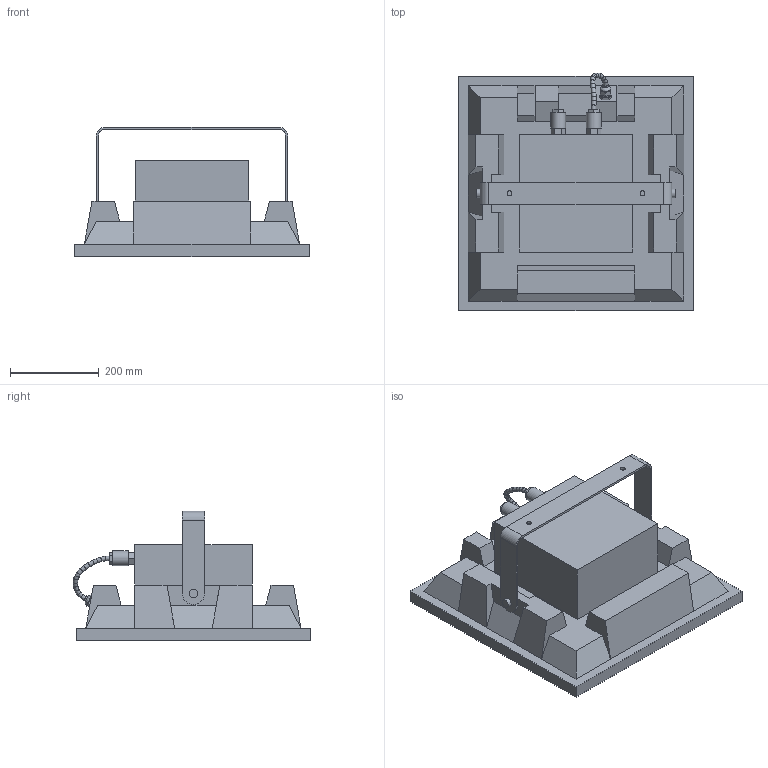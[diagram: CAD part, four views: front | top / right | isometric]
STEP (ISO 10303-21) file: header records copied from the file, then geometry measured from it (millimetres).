
FILE_DESCRIPTION(/* description */ (''),/* implementation_level */ '2;1');
FILE_NAME(/* name */ '915-XXX-XX-X2.stp',/* time_stamp */ '2019-01-15T14:44:40+01:00',/* author */ (''),/* organization */ (''),/* preprocessor_version */ 'ST-DEVELOPER v15',/* originating_system */ 'SIEMENS PLM Software NX 8.5',/* authorisation */ '');
FILE_SCHEMA (('AUTOMOTIVE_DESIGN { 1 0 10303 214 3 1 1 1 }'));
Length unit declared in the file: millimetre
Products named in the file (1): ante05A82D63d0r4
Bounding box: 530 x 536.51 x 292 mm (x, y, z)
Volume: 30501479.5 mm3; surface area: 1697261.2 mm2
Topology: 8 solids, 8 shells, 188 faces, 446 edges, 286 vertices
Faces by surface type: plane 154, cylinder 17, torus 16, bspline 1
Full cylindrical faces by diameter (mm): 8 x2, 11 x2, 12 x1, 19 x2, 20 x1, 24 x1, 33 x2
Entity records: 5287 total; most frequent: CARTESIAN_POINT 916, DIRECTION 848, ORIENTED_EDGE 832, EDGE_CURVE 416, LINE 360, VECTOR 360, VERTEX_POINT 284, AXIS2_PLACEMENT_3D 244
